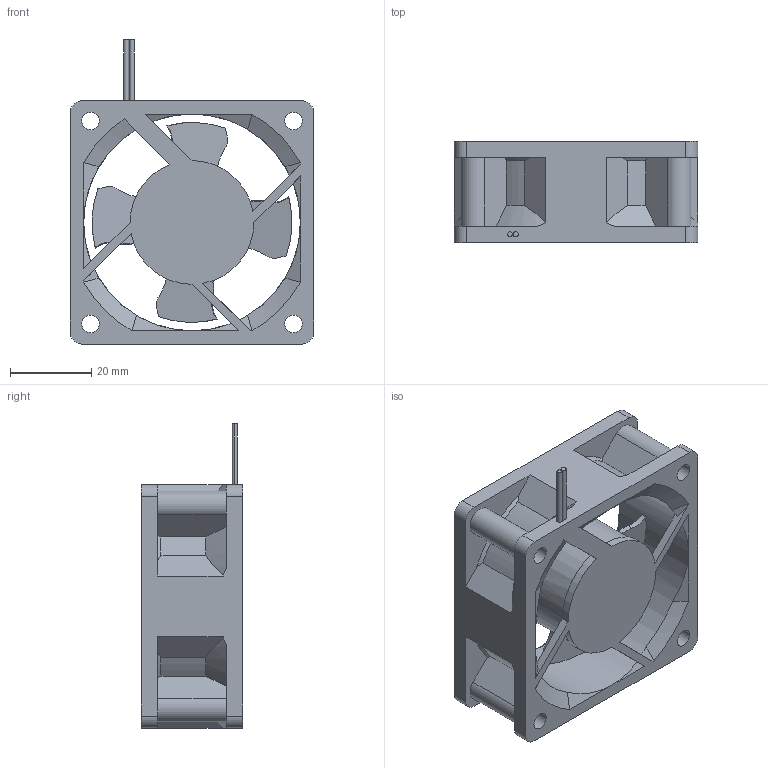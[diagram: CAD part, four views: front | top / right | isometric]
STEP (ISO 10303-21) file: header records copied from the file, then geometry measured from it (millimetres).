
FILE_DESCRIPTION(('starvars output'),'2;1');
FILE_NAME('2410SB-04W-B20-BXX_1_3D.stp','14:57:51 2012/10/17',( 'Thomas Industrial Network Germany GmbH'),( 'Thomas Industrial Network Germany GmbH'),'unknown preprocess','ACIS' ,'unknown authorization');
FILE_SCHEMA(('AUTOMOTIVE_DESIGN_CC2 {UNKNOWN IMPLEMENTATION LEVEL}'));
Length unit declared in the file: millimetre
Products named in the file (1): PRODUCT_ID_1
Bounding box: 60 x 25 x 75 mm (x, y, z)
Volume: 39648 mm3; surface area: 20888.4 mm2
Topology: 1 solids, 1 shells, 147 faces, 423 edges, 280 vertices
Faces by surface type: plane 65, cylinder 60, cone 22
Entity records: 5513 total; most frequent: ORIENTED_EDGE 846, CARTESIAN_POINT 843, DIRECTION 595, EDGE_CURVE 423, VERTEX_POINT 280, AXIS2_PLACEMENT_3D 208, VECTOR 179, LINE 179
